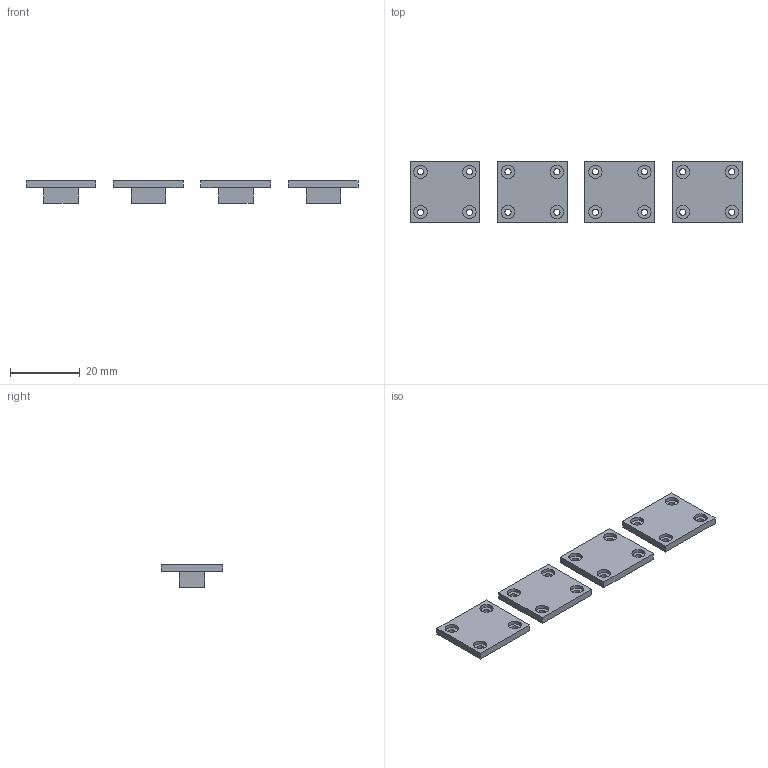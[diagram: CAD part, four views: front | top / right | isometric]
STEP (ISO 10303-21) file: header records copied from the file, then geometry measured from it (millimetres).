
FILE_DESCRIPTION(/* description */ (''),/* implementation_level */ '2;1');
FILE_NAME(/* name */ 'psb-caps-v1.step',/* time_stamp */ '2024-08-22T10:58:51+01:00',/* author */ (''),/* organization */ (''),/* preprocessor_version */ 'ST-DEVELOPER v20',/* originating_system */ 'Autodesk Translation Framework v13.14.0.145',/* authorisation */ '');
FILE_SCHEMA (('AUTOMOTIVE_DESIGN { 1 0 10303 214 3 1 1 }'));
Length unit declared in the file: millimetre
Products named in the file (5): QAssmbly; P Cap (1); P Cap; P Cap (2); P Cap (3)
Assembly tree (4 placements, depth 2):
  QAssmbly
    P Cap (1)
    P Cap
    P Cap (2)
    P Cap (3)
Bounding box: 94.9 x 17.5 x 6.5 mm (x, y, z)
Volume: 3854.8 mm3; surface area: 4200.3 mm2
Topology: 4 solids, 4 shells, 92 faces, 192 edges, 128 vertices
Faces by surface type: plane 60, cylinder 32
Full cylindrical faces by diameter (mm): 1.769 x16, 3.78 x16
Entity records: 2680 total; most frequent: DIRECTION 458, CARTESIAN_POINT 421, ORIENTED_EDGE 384, EDGE_CURVE 192, AXIS2_PLACEMENT_3D 165, EDGE_LOOP 144, LINE 128, VECTOR 128
